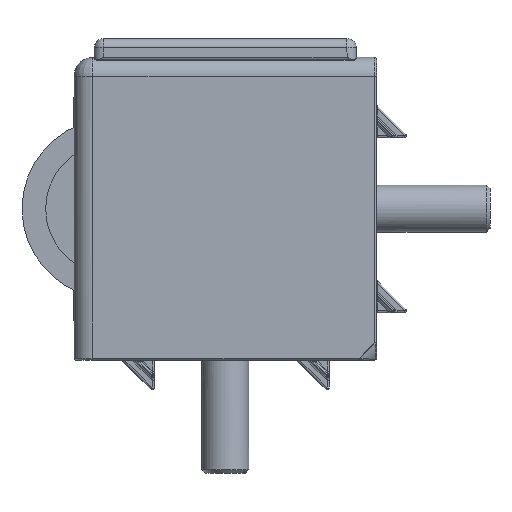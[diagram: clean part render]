
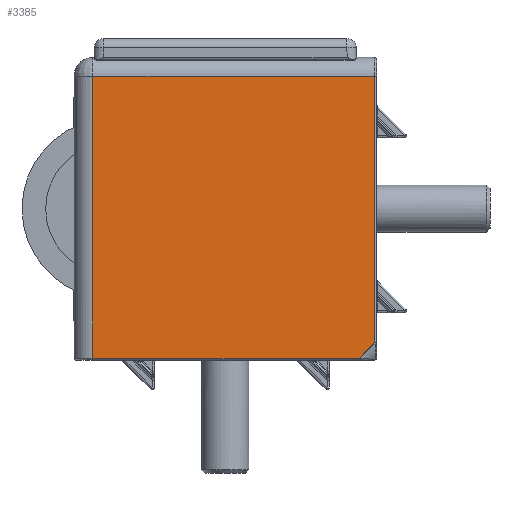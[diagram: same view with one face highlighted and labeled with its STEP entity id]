
A CAD part, left-side view. The second image highlights one B-rep face of the part: STEP entity #3385.
In plain terms, the highlighted planar face has unit normal (-1, 0.004, 0.004).
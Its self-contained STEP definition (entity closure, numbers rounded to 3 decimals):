
#3385=ADVANCED_FACE('',(#5695),#5696,.T.);
#5695=FACE_OUTER_BOUND('',#17127,.T.);
#5696=PLANE('',#17128);
#17127=EDGE_LOOP('',(#26215,#26216,#26217,#26218,#26219));
#17128=AXIS2_PLACEMENT_3D('',#26220,#26221,#26222);
#26215=ORIENTED_EDGE('',*,*,#28836,.T.);
#26216=ORIENTED_EDGE('',*,*,#28837,.T.);
#26217=ORIENTED_EDGE('',*,*,#27503,.T.);
#26218=ORIENTED_EDGE('',*,*,#27502,.T.);
#26219=ORIENTED_EDGE('',*,*,#27498,.T.);
#26220=CARTESIAN_POINT('',(-9.0,-16.0,-16.0));
#26221=DIRECTION('',(-1.,0.004,0.004));
#26222=DIRECTION('',(0.004,0.,1.));
#27498=EDGE_CURVE('',#30940,#30938,#30941,.T.);
#27502=EDGE_CURVE('',#30565,#30940,#30946,.T.);
#27503=EDGE_CURVE('',#30673,#30565,#30947,.T.);
#28836=EDGE_CURVE('',#30938,#30683,#32982,.F.);
#28837=EDGE_CURVE('',#30683,#30673,#32983,.T.);
#30565=VERTEX_POINT('',#37065);
#30673=VERTEX_POINT('',#37361);
#30683=VERTEX_POINT('',#37390);
#30938=VERTEX_POINT('',#38142);
#30940=VERTEX_POINT('',#38144);
#30941=LINE('',#38145,#38146);
#30946=LINE('',#38170,#38171);
#30947=LINE('',#38172,#38173);
#32982=LINE('',#43957,#43958);
#32983=LINE('',#43959,#43960);
#37065=CARTESIAN_POINT('',(-8.992,-15.8,-14.162));
#37361=CARTESIAN_POINT('',(-8.992,-14.162,-15.799));
#37390=CARTESIAN_POINT('',(-8.888,14.007,-15.799));
#38142=CARTESIAN_POINT('',(-8.778,14.007,14.007));
#38144=CARTESIAN_POINT('',(-8.888,-15.8,14.007));
#38145=CARTESIAN_POINT('',(-8.888,-15.799,14.007));
#38146=VECTOR('',#45544,1.0);
#38170=CARTESIAN_POINT('',(-8.999,-15.799,-16.));
#38171=VECTOR('',#45549,1.0);
#38172=CARTESIAN_POINT('',(-8.992,-14.162,-15.799));
#38173=VECTOR('',#45550,1.0);
#43957=CARTESIAN_POINT('',(-8.889,14.007,-16.));
#43958=VECTOR('',#46870,1.0);
#43959=CARTESIAN_POINT('',(-8.888,14.007,-15.799));
#43960=VECTOR('',#46871,1.0);
#45544=DIRECTION('',(0.004,1.,0.));
#45549=DIRECTION('',(0.004,0.0,1.));
#45550=DIRECTION('',(0.,-0.707,0.707));
#46870=DIRECTION('',(0.004,0.0,1.));
#46871=DIRECTION('',(-0.004,-1.,0.0));
